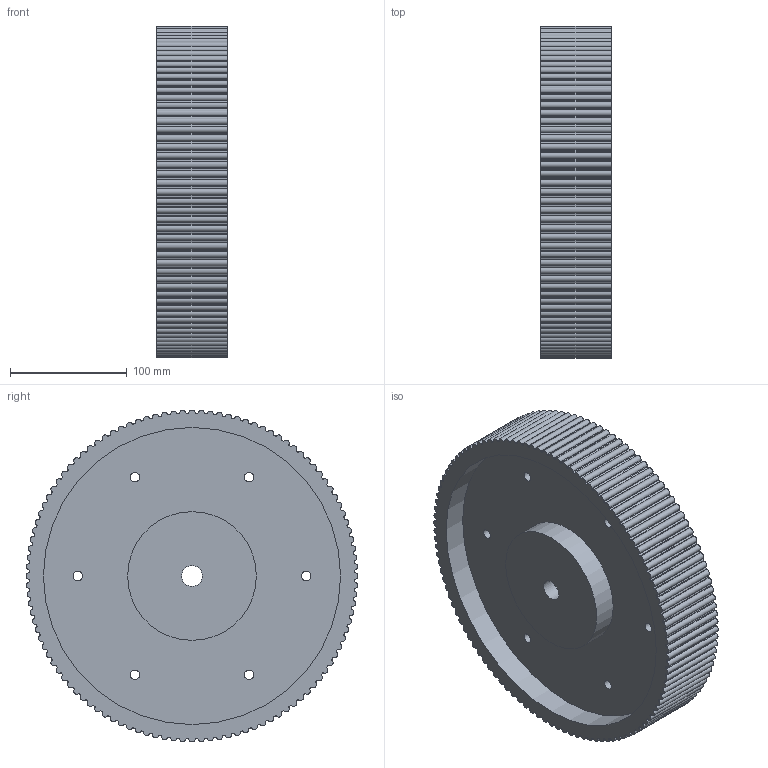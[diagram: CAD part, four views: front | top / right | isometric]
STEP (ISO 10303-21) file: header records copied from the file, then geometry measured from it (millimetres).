
FILE_DESCRIPTION( ( 'STEP AP214' ), '1' );
FILE_NAME( 'HTD-Zahnriemenscheibe_8M_112-8M-50_2_14.stp', ' ', ( ' ' ), ( ' ' ), 'PSStep 15.0.47', 'PARTsolutions', ' ' );
FILE_SCHEMA( ( 'AUTOMOTIVE_DESIGN { 1 0 10303 214 1 1 1 1 }' ) );
Length unit declared in the file: millimetre
Products named in the file (1): _HTD-Zahnriemenscheibe 8M 112-8M-50
Bounding box: 60 x 283.81 x 283.81 mm (x, y, z)
Volume: 2062732.1 mm3; surface area: 247119.5 mm2
Topology: 1 solids, 1 shells, 465 faces, 1377 edges, 918 vertices
Faces by surface type: cylinder 459, plane 6
Full cylindrical faces by diameter (mm): 8.1 x6, 18 x1, 110 x2, 254 x2
Entity records: 19838 total; most frequent: DIRECTION 3216, CARTESIAN_POINT 2750, ORIENTED_EDGE 2732, AXIS2_PLACEMENT_3D 1384, EDGE_CURVE 1366, VERTEX_POINT 918, CIRCLE 918, EDGE_LOOP 494
